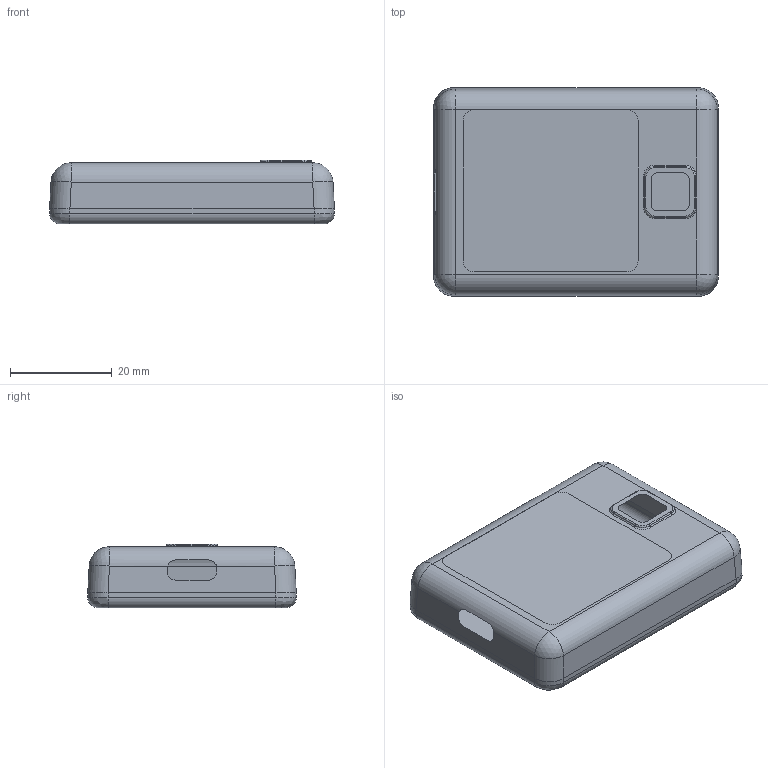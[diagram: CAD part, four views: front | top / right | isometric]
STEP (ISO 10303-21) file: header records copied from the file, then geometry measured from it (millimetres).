
FILE_DESCRIPTION(('FreeCAD Model'),'2;1');
FILE_NAME('Open CASCADE Shape Model','2024-11-06T13:05:14',(''),(''), 'Open CASCADE STEP processor 7.6','FreeCAD','Unknown');
FILE_SCHEMA(('AUTOMOTIVE_DESIGN { 1 0 10303 214 1 1 1 1 }'));
Length unit declared in the file: millimetre
Products named in the file (1): Fusion002
Bounding box: 56.02 x 41.02 x 12.5 mm (x, y, z)
Surface area: 6314 mm2 (no closed solid volume)
Topology: 0 solids, 62 shells, 62 faces, 293 edges, 289 vertices
Faces by surface type: cylinder 20, plane 15, bspline 11, torus 8, sphere 4, cone 4
Entity records: 6527 total; most frequent: CARTESIAN_POINT 2090, DIRECTION 669, ORIENTED_EDGE 297, PCURVE 297, DEFINITIONAL_REPRESENTATION 297, EDGE_CURVE 293, VERTEX_POINT 289, SURFACE_CURVE 289
